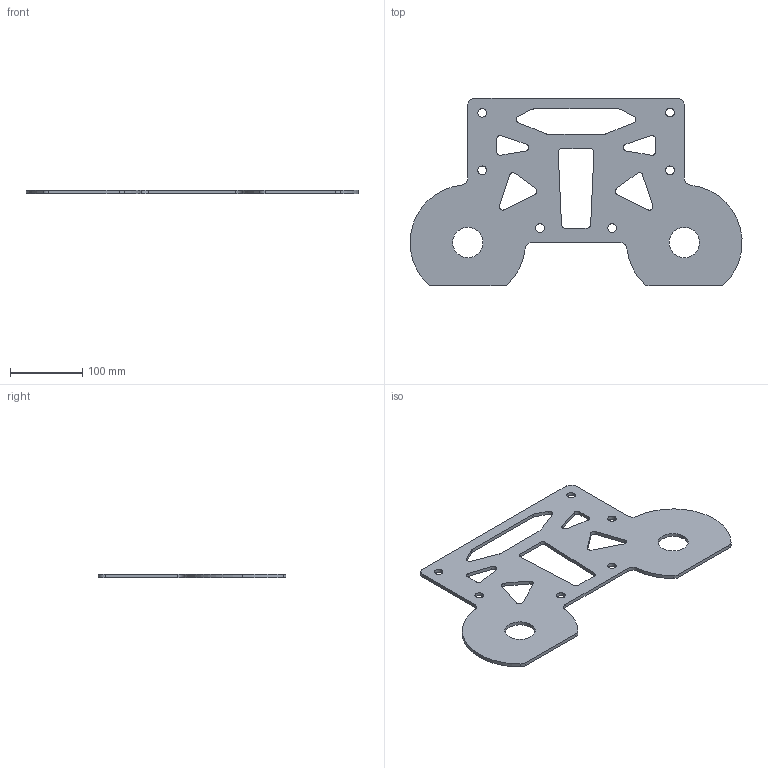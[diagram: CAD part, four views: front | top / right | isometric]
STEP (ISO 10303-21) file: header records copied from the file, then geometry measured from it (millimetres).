
FILE_DESCRIPTION (( 'STEP AP214' ), '1' );
FILE_NAME ('0 ヶ啣1.STEP', '2024-03-21T15:14:13', ( '' ), ( '' ), 'SwSTEP 2.0', 'SolidWorks 2021', '' );
FILE_SCHEMA (( 'AUTOMOTIVE_DESIGN' ));
Length unit declared in the file: millimetre
Products named in the file (1): 0 ヶ啣1
Bounding box: 459.79 x 260 x 5 mm (x, y, z)
Volume: 347904 mm3; surface area: 154612.3 mm2
Topology: 1 solids, 1 shells, 88 faces, 258 edges, 172 vertices
Faces by surface type: cylinder 58, plane 30
Entity records: 3068 total; most frequent: DIRECTION 552, CARTESIAN_POINT 519, ORIENTED_EDGE 516, EDGE_CURVE 258, AXIS2_PLACEMENT_3D 205, VERTEX_POINT 172, LINE 142, VECTOR 142
